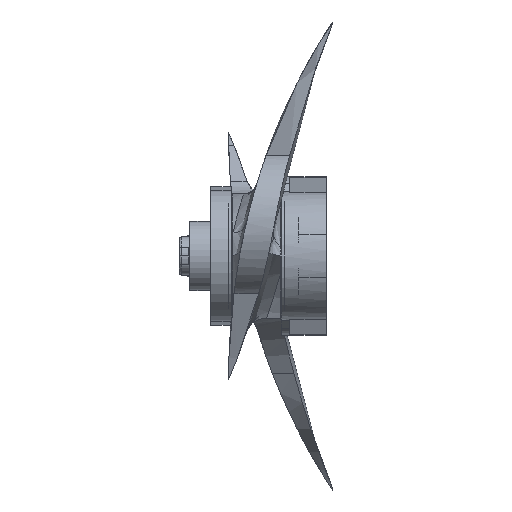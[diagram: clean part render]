
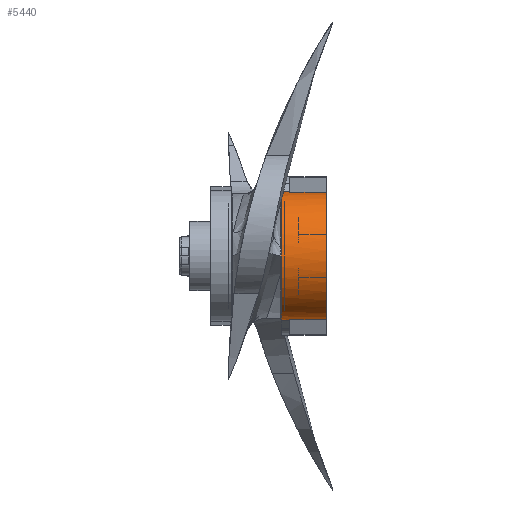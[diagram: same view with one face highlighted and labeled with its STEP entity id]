
A CAD part, left-side view. The second image highlights one B-rep face of the part: STEP entity #5440.
In plain terms, the highlighted cylindrical face has radius 9.25 mm (diameter 18.5 mm), a partial arc.
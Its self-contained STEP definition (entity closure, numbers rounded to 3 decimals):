
#179 = CARTESIAN_POINT ( 'NONE',  ( -26.723, 6.5, 9.169 ) ) ;
#326 = ORIENTED_EDGE ( 'NONE', *, *, #10796, .T. ) ;
#696 = CIRCLE ( 'NONE', #2189, 9.25 ) ;
#906 = VECTOR ( 'NONE', #6487, 1000. ) ;
#1033 = LINE ( 'NONE', #7298, #6979 ) ;
#1064 = ORIENTED_EDGE ( 'NONE', *, *, #6758, .F. ) ;
#1371 = DIRECTION ( 'NONE',  ( 0., 0., 1. ) ) ;
#1448 = CARTESIAN_POINT ( 'NONE',  ( -25.5, 0., 0. ) ) ;
#1873 = EDGE_LOOP ( 'NONE', ( #7107, #6192, #9515, #1064, #326, #9758, #5177, #10457 ) ) ;
#2008 = EDGE_CURVE ( 'NONE', #3257, #10063, #7793, .T. ) ;
#2083 = CARTESIAN_POINT ( 'NONE',  ( -25.5, 6.5, -9.25 ) ) ;
#2189 = AXIS2_PLACEMENT_3D ( 'NONE', #7523, #5877, #1371 ) ;
#2283 = VERTEX_POINT ( 'NONE', #3696 ) ;
#2389 = CARTESIAN_POINT ( 'NONE',  ( -25.5, 5.3, 0. ) ) ;
#2578 = VECTOR ( 'NONE', #8822, 1000. ) ;
#2851 = VECTOR ( 'NONE', #10470, 1000. ) ;
#3215 = EDGE_CURVE ( 'NONE', #2283, #3522, #1033, .T. ) ;
#3257 = VERTEX_POINT ( 'NONE', #2083 ) ;
#3511 = VERTEX_POINT ( 'NONE', #9948 ) ;
#3522 = VERTEX_POINT ( 'NONE', #5342 ) ;
#3653 = AXIS2_PLACEMENT_3D ( 'NONE', #6893, #4321, #4087 ) ;
#3696 = CARTESIAN_POINT ( 'NONE',  ( -25.5, 6.5, 9.25 ) ) ;
#3799 = EDGE_CURVE ( 'NONE', #3522, #4372, #9236, .T. ) ;
#3876 = AXIS2_PLACEMENT_3D ( 'NONE', #7358, #10734, #5607 ) ;
#4087 = DIRECTION ( 'NONE',  ( 0., 0., -1. ) ) ;
#4136 = CARTESIAN_POINT ( 'NONE',  ( -25.5, 5.3, -9.25 ) ) ;
#4321 = DIRECTION ( 'NONE',  ( 0., -1., 0. ) ) ;
#4372 = VERTEX_POINT ( 'NONE', #8696 ) ;
#5177 = ORIENTED_EDGE ( 'NONE', *, *, #10912, .F. ) ;
#5307 = CARTESIAN_POINT ( 'NONE',  ( -26.723, 0., 9.169 ) ) ;
#5342 = CARTESIAN_POINT ( 'NONE',  ( -25.5, 5.3, 9.25 ) ) ;
#5440 = ADVANCED_FACE ( 'NONE', ( #5899 ), #8819, .T. ) ;
#5528 = EDGE_CURVE ( 'NONE', #3511, #8324, #6647, .T. ) ;
#5542 = DIRECTION ( 'NONE',  ( 0., -1., 0. ) ) ;
#5607 = DIRECTION ( 'NONE',  ( 0., 0., -1. ) ) ;
#5877 = DIRECTION ( 'NONE',  ( 0., 1., 0. ) ) ;
#5899 = FACE_OUTER_BOUND ( 'NONE', #1873, .T. ) ;
#6192 = ORIENTED_EDGE ( 'NONE', *, *, #7225, .F. ) ;
#6428 = LINE ( 'NONE', #179, #906 ) ;
#6487 = DIRECTION ( 'NONE',  ( 0., -1., 0. ) ) ;
#6647 = CIRCLE ( 'NONE', #7013, 9.25 ) ;
#6758 = EDGE_CURVE ( 'NONE', #11472, #10063, #9464, .T. ) ;
#6813 = AXIS2_PLACEMENT_3D ( 'NONE', #2389, #7722, #10337 ) ;
#6830 = DIRECTION ( 'NONE',  ( 0., 1., 0. ) ) ;
#6893 = CARTESIAN_POINT ( 'NONE',  ( -25.5, 6.5, 0. ) ) ;
#6979 = VECTOR ( 'NONE', #5542, 1000. ) ;
#7013 = AXIS2_PLACEMENT_3D ( 'NONE', #1448, #6830, #10384 ) ;
#7031 = CARTESIAN_POINT ( 'NONE',  ( -25.5, 6.5, -9.25 ) ) ;
#7107 = ORIENTED_EDGE ( 'NONE', *, *, #3215, .F. ) ;
#7225 = EDGE_CURVE ( 'NONE', #3257, #2283, #696, .T. ) ;
#7298 = CARTESIAN_POINT ( 'NONE',  ( -25.5, 6.5, 9.25 ) ) ;
#7358 = CARTESIAN_POINT ( 'NONE',  ( -25.5, 5.3, 0. ) ) ;
#7523 = CARTESIAN_POINT ( 'NONE',  ( -25.5, 6.5, 0. ) ) ;
#7722 = DIRECTION ( 'NONE',  ( 0., -1., 0. ) ) ;
#7793 = LINE ( 'NONE', #7031, #2851 ) ;
#8071 = CARTESIAN_POINT ( 'NONE',  ( -26.723, 6.5, -9.169 ) ) ;
#8324 = VERTEX_POINT ( 'NONE', #5307 ) ;
#8696 = CARTESIAN_POINT ( 'NONE',  ( -26.723, 5.3, 9.169 ) ) ;
#8819 = CYLINDRICAL_SURFACE ( 'NONE', #3653, 9.25 ) ;
#8822 = DIRECTION ( 'NONE',  ( 0., -1., 0. ) ) ;
#9236 = CIRCLE ( 'NONE', #6813, 9.25 ) ;
#9464 = CIRCLE ( 'NONE', #3876, 9.25 ) ;
#9515 = ORIENTED_EDGE ( 'NONE', *, *, #2008, .T. ) ;
#9633 = LINE ( 'NONE', #8071, #2578 ) ;
#9758 = ORIENTED_EDGE ( 'NONE', *, *, #5528, .T. ) ;
#9913 = CARTESIAN_POINT ( 'NONE',  ( -26.723, 5.3, -9.169 ) ) ;
#9948 = CARTESIAN_POINT ( 'NONE',  ( -26.723, 0., -9.169 ) ) ;
#10063 = VERTEX_POINT ( 'NONE', #4136 ) ;
#10337 = DIRECTION ( 'NONE',  ( 0., 0., 1. ) ) ;
#10384 = DIRECTION ( 'NONE',  ( 0., 0., 1. ) ) ;
#10457 = ORIENTED_EDGE ( 'NONE', *, *, #3799, .F. ) ;
#10470 = DIRECTION ( 'NONE',  ( 0., -1., 0. ) ) ;
#10734 = DIRECTION ( 'NONE',  ( 0., -1., 0. ) ) ;
#10796 = EDGE_CURVE ( 'NONE', #11472, #3511, #9633, .T. ) ;
#10912 = EDGE_CURVE ( 'NONE', #4372, #8324, #6428, .T. ) ;
#11472 = VERTEX_POINT ( 'NONE', #9913 ) ;
